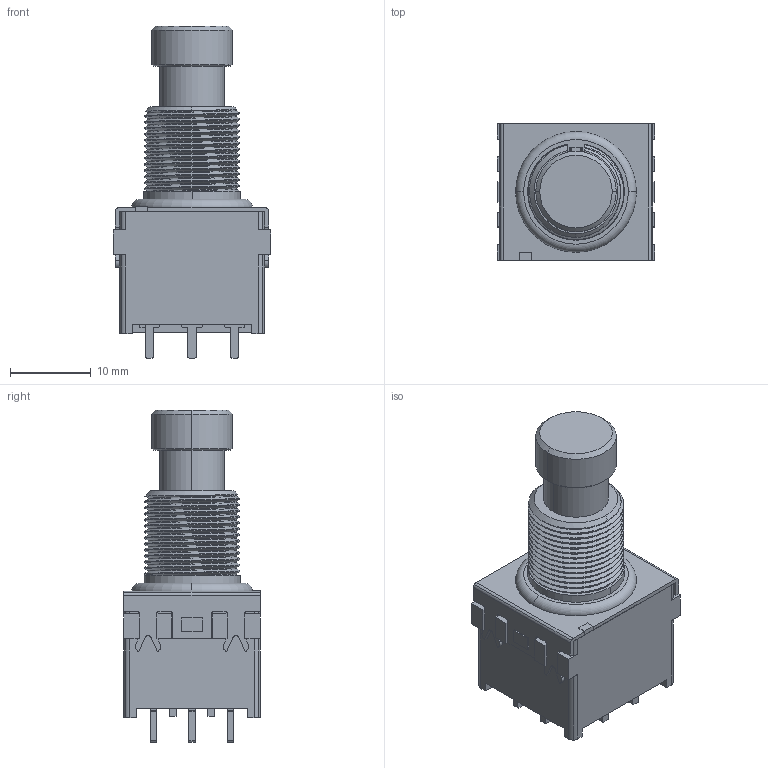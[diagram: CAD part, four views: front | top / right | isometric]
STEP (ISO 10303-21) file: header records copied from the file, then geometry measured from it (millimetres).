
FILE_DESCRIPTION (( 'STEP AP214' ), '1' );
FILE_NAME ('FS57003PLT2B2M2QE.STEP', '2021-08-04T05:14:57', ( '' ), ( '' ), 'SwSTEP 2.0', 'SolidWorks 2018', '' );
FILE_SCHEMA (( 'AUTOMOTIVE_DESIGN' ));
Length unit declared in the file: millimetre
Products named in the file (1): FS57003PLT2B2M2QE
Bounding box: 19.6 x 17 x 41.2 mm (x, y, z)
Volume: 6595.8 mm3; surface area: 4954.2 mm2
Topology: 13 solids, 13 shells, 524 faces, 1427 edges, 942 vertices
Faces by surface type: plane 355, cylinder 131, bspline 29, cone 7, torus 2
Entity records: 22073 total; most frequent: CARTESIAN_POINT 6615, ORIENTED_EDGE 2854, DIRECTION 2414, EDGE_CURVE 1427, LINE 1082, VECTOR 1082, VERTEX_POINT 942, AXIS2_PLACEMENT_3D 666
